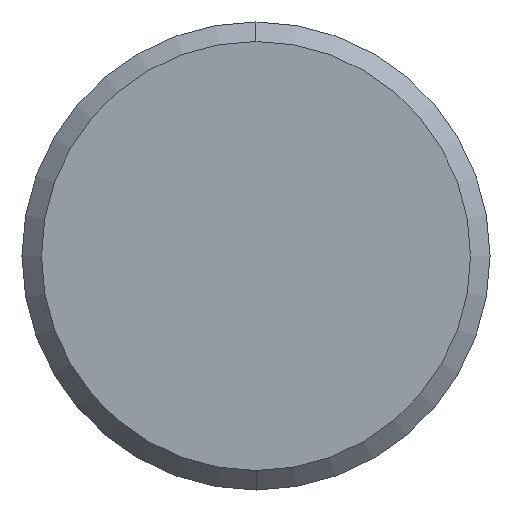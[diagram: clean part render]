
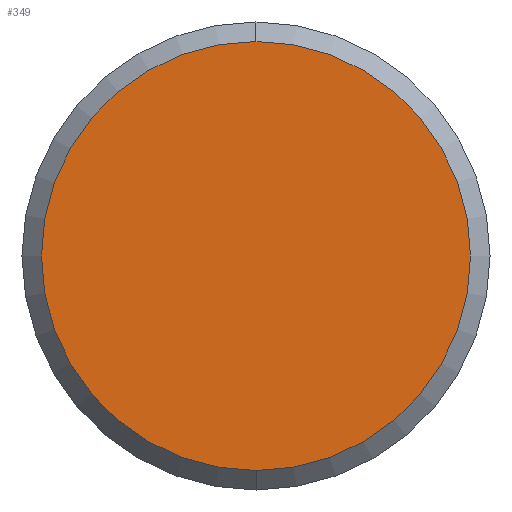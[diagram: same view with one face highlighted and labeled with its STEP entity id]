
A CAD part, left-side view. The second image highlights one B-rep face of the part: STEP entity #349.
In plain terms, the highlighted planar face has unit normal (-1, 0, 0).
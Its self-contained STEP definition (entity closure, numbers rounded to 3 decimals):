
#1 = DIRECTION ( 'NONE',  ( 0., 0., 1. ) ) ;
#25 = DIRECTION ( 'NONE',  ( -1., 0., 0. ) ) ;
#26 = CARTESIAN_POINT ( 'NONE',  ( 0., 0., -5.5 ) ) ;
#40 = CARTESIAN_POINT ( 'NONE',  ( 0., 0., 0. ) ) ;
#53 = VERTEX_POINT ( 'NONE', #333 ) ;
#78 = EDGE_CURVE ( 'NONE', #99, #53, #329, .T. ) ;
#85 = AXIS2_PLACEMENT_3D ( 'NONE', #116, #281, #448 ) ;
#99 = VERTEX_POINT ( 'NONE', #26 ) ;
#116 = CARTESIAN_POINT ( 'NONE',  ( 0., 0., 0. ) ) ;
#153 = EDGE_LOOP ( 'NONE', ( #309, #439 ) ) ;
#232 = EDGE_CURVE ( 'NONE', #53, #99, #283, .T. ) ;
#250 = FACE_OUTER_BOUND ( 'NONE', #153, .T. ) ;
#281 = DIRECTION ( 'NONE',  ( -1., 0., 0. ) ) ;
#283 = CIRCLE ( 'NONE', #85, 5.5 ) ;
#287 = DIRECTION ( 'NONE',  ( -1., 0., 0. ) ) ;
#309 = ORIENTED_EDGE ( 'NONE', *, *, #78, .T. ) ;
#329 = CIRCLE ( 'NONE', #441, 5.5 ) ;
#333 = CARTESIAN_POINT ( 'NONE',  ( 0., 0., 5.5 ) ) ;
#335 = PLANE ( 'NONE',  #468 ) ;
#349 = ADVANCED_FACE ( 'NONE', ( #250 ), #335, .T. ) ;
#367 = DIRECTION ( 'NONE',  ( 0., 0., 1. ) ) ;
#439 = ORIENTED_EDGE ( 'NONE', *, *, #232, .T. ) ;
#441 = AXIS2_PLACEMENT_3D ( 'NONE', #447, #287, #367 ) ;
#447 = CARTESIAN_POINT ( 'NONE',  ( 0., 0., 0. ) ) ;
#448 = DIRECTION ( 'NONE',  ( 0., 0., 1. ) ) ;
#468 = AXIS2_PLACEMENT_3D ( 'NONE', #40, #25, #1 ) ;
